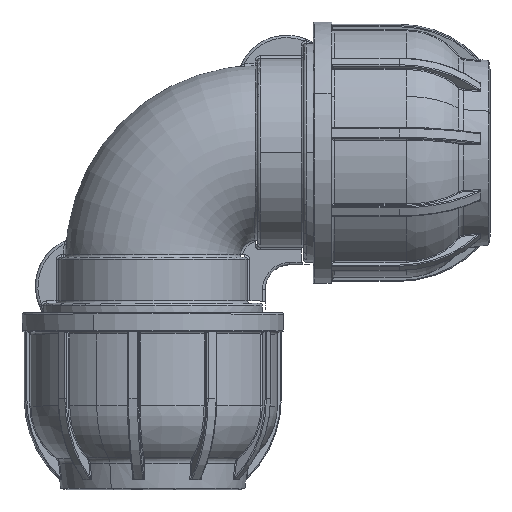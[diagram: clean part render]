
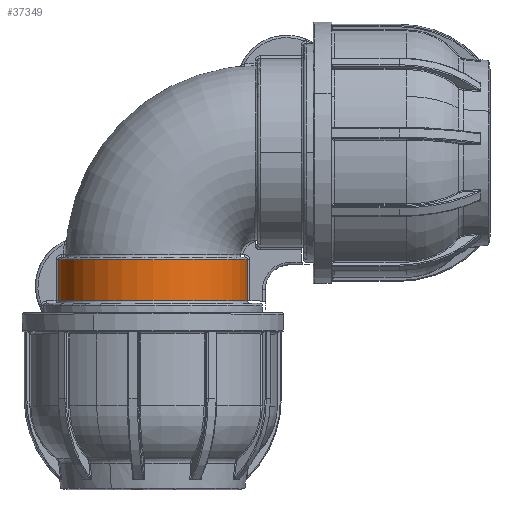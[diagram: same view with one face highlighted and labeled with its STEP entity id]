
A CAD part, top view. The second image highlights one B-rep face of the part: STEP entity #37349.
In plain terms, the highlighted cylindrical face has radius 38 mm (diameter 76 mm), a partial arc.
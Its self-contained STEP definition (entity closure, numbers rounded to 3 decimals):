
#1087 = VERTEX_POINT ( 'NONE', #14506 ) ;
#1092 = VERTEX_POINT ( 'NONE', #14516 ) ;
#1098 = VERTEX_POINT ( 'NONE', #14528 ) ;
#1099 = VERTEX_POINT ( 'NONE', #14530 ) ;
#12538 = AXIS2_PLACEMENT_3D ( 'NONE', #14441, #14443, #14445 ) ;
#14441 = CARTESIAN_POINT ( 'NONE',  ( -92.8, -42., 0. ) ) ;
#14443 = DIRECTION ( 'NONE',  ( 0., -1., 0. ) ) ;
#14445 = DIRECTION ( 'NONE',  ( 1., 0., 0. ) ) ;
#14506 = CARTESIAN_POINT ( 'NONE',  ( -130.68, -59.5, 3.021 ) ) ;
#14516 = CARTESIAN_POINT ( 'NONE',  ( -130.68, -43., 3.021 ) ) ;
#14528 = CARTESIAN_POINT ( 'NONE',  ( -54.92, -43., 3.021 ) ) ;
#14530 = CARTESIAN_POINT ( 'NONE',  ( -54.92, -59.5, 3.021 ) ) ;
#24319 = LINE ( 'NONE', #28407, #27551 ) ;
#24324 = LINE ( 'NONE', #28460, #27571 ) ;
#27551 = VECTOR ( 'NONE', #28408, 1000. ) ;
#27566 = CIRCLE ( 'NONE', #27574, 38. ) ;
#27568 = CIRCLE ( 'NONE', #27572, 38. ) ;
#27571 = VECTOR ( 'NONE', #28461, 1000. ) ;
#27572 = AXIS2_PLACEMENT_3D ( 'NONE', #28462, #28463, #28464 ) ;
#27574 = AXIS2_PLACEMENT_3D ( 'NONE', #28465, #28466, #28467 ) ;
#28407 = CARTESIAN_POINT ( 'NONE',  ( -54.92, -42., 3.021 ) ) ;
#28408 = DIRECTION ( 'NONE',  ( 0., 1., 0. ) ) ;
#28460 = CARTESIAN_POINT ( 'NONE',  ( -130.68, -42., 3.021 ) ) ;
#28461 = DIRECTION ( 'NONE',  ( 0., -1., 0. ) ) ;
#28462 = CARTESIAN_POINT ( 'NONE',  ( -92.8, -59.5, 0. ) ) ;
#28463 = DIRECTION ( 'NONE',  ( 0., 1., 0. ) ) ;
#28464 = DIRECTION ( 'NONE',  ( 1., 0., 0. ) ) ;
#28465 = CARTESIAN_POINT ( 'NONE',  ( -92.8, -43., 0. ) ) ;
#28466 = DIRECTION ( 'NONE',  ( 0., -1., 0. ) ) ;
#28467 = DIRECTION ( 'NONE',  ( 1., 0., 0. ) ) ;
#31766 = EDGE_CURVE ( 'NONE', #1099, #1098, #24319, .T. ) ;
#31801 = EDGE_CURVE ( 'NONE', #1092, #1087, #24324, .T. ) ;
#31803 = EDGE_CURVE ( 'NONE', #1087, #1099, #27568, .T. ) ;
#31806 = EDGE_CURVE ( 'NONE', #1098, #1092, #27566, .T. ) ;
#37349 = ADVANCED_FACE ( 'NONE', ( #48595 ), #48593, .T. ) ;
#48593 = CYLINDRICAL_SURFACE ( 'NONE', #12538, 38. ) ;
#48595 = FACE_OUTER_BOUND ( 'NONE', #54757, .T. ) ;
#54757 = EDGE_LOOP ( 'NONE', ( #55193, #55194, #55191, #55195 ) ) ;
#55191 = ORIENTED_EDGE ( 'NONE', *, *, #31766, .T. ) ;
#55193 = ORIENTED_EDGE ( 'NONE', *, *, #31801, .T. ) ;
#55194 = ORIENTED_EDGE ( 'NONE', *, *, #31803, .T. ) ;
#55195 = ORIENTED_EDGE ( 'NONE', *, *, #31806, .T. ) ;
